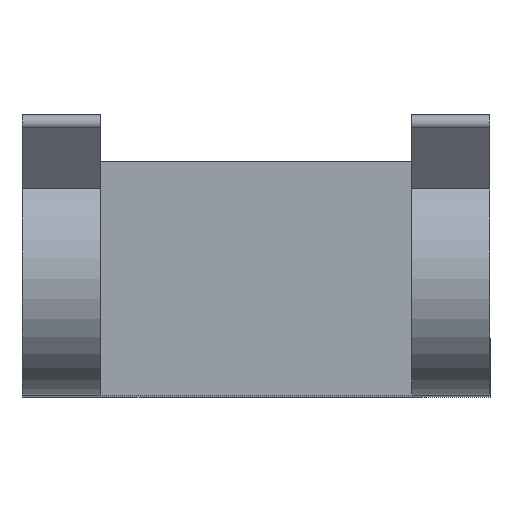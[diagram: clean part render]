
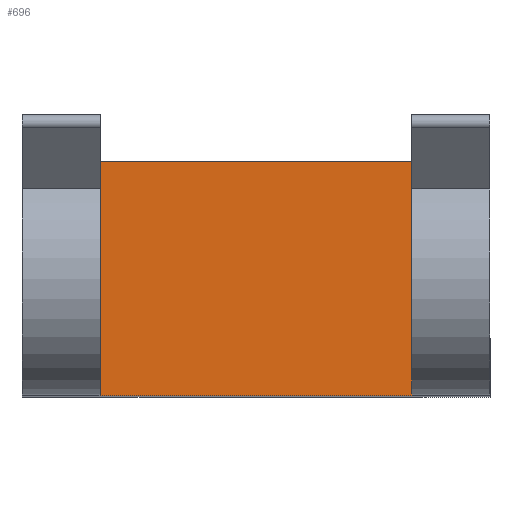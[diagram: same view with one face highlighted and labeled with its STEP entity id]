
A CAD part, top view. The second image highlights one B-rep face of the part: STEP entity #696.
In plain terms, the highlighted planar face has unit normal (0, 0, 1).
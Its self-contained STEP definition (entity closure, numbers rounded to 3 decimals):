
#7 = CARTESIAN_POINT ( 'NONE',  ( 10., -7.5, 40. ) ) ;
#20 = CARTESIAN_POINT ( 'NONE',  ( 10., -7.5, 40. ) ) ;
#31 = CARTESIAN_POINT ( 'NONE',  ( 10., 7.5, 40. ) ) ;
#38 = DIRECTION ( 'NONE',  ( 1., 0., 0. ) ) ;
#80 = DIRECTION ( 'NONE',  ( 0., 1., 0. ) ) ;
#114 = EDGE_CURVE ( 'NONE', #766, #412, #857, .T. ) ;
#201 = LINE ( 'NONE', #703, #1071 ) ;
#319 = VERTEX_POINT ( 'NONE', #642 ) ;
#412 = VERTEX_POINT ( 'NONE', #31 ) ;
#434 = EDGE_CURVE ( 'NONE', #412, #747, #900, .T. ) ;
#463 = PLANE ( 'NONE',  #848 ) ;
#528 = CARTESIAN_POINT ( 'NONE',  ( -15., 7.5, 40. ) ) ;
#563 = ORIENTED_EDGE ( 'NONE', *, *, #931, .T. ) ;
#620 = FACE_OUTER_BOUND ( 'NONE', #952, .T. ) ;
#642 = CARTESIAN_POINT ( 'NONE',  ( -10., -7.5, 40. ) ) ;
#676 = VECTOR ( 'NONE', #80, 1000. ) ;
#696 = ADVANCED_FACE ( 'NONE', ( #620 ), #463, .T. ) ;
#703 = CARTESIAN_POINT ( 'NONE',  ( -15., -7.5, 40. ) ) ;
#729 = ORIENTED_EDGE ( 'NONE', *, *, #1100, .F. ) ;
#747 = VERTEX_POINT ( 'NONE', #981 ) ;
#766 = VERTEX_POINT ( 'NONE', #20 ) ;
#772 = ORIENTED_EDGE ( 'NONE', *, *, #114, .T. ) ;
#787 = VECTOR ( 'NONE', #1083, 1000. ) ;
#794 = CARTESIAN_POINT ( 'NONE',  ( 0., 0., 40. ) ) ;
#848 = AXIS2_PLACEMENT_3D ( 'NONE', #794, #1060, #891 ) ;
#857 = LINE ( 'NONE', #7, #676 ) ;
#891 = DIRECTION ( 'NONE',  ( 1., 0., 0. ) ) ;
#900 = LINE ( 'NONE', #528, #1008 ) ;
#912 = CARTESIAN_POINT ( 'NONE',  ( -10., -7.5, 40. ) ) ;
#917 = LINE ( 'NONE', #912, #787 ) ;
#931 = EDGE_CURVE ( 'NONE', #319, #766, #201, .T. ) ;
#952 = EDGE_LOOP ( 'NONE', ( #729, #563, #772, #995 ) ) ;
#981 = CARTESIAN_POINT ( 'NONE',  ( -10., 7.5, 40. ) ) ;
#995 = ORIENTED_EDGE ( 'NONE', *, *, #434, .T. ) ;
#1008 = VECTOR ( 'NONE', #1065, 1000. ) ;
#1060 = DIRECTION ( 'NONE',  ( 0., 0., 1. ) ) ;
#1065 = DIRECTION ( 'NONE',  ( -1., 0., 0. ) ) ;
#1071 = VECTOR ( 'NONE', #38, 1000. ) ;
#1083 = DIRECTION ( 'NONE',  ( 0., 1., 0. ) ) ;
#1100 = EDGE_CURVE ( 'NONE', #319, #747, #917, .T. ) ;
